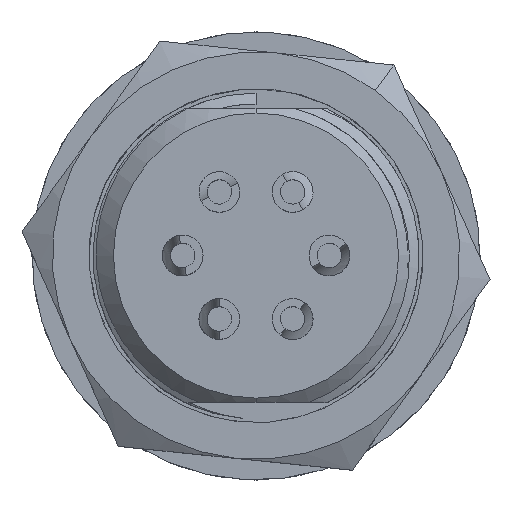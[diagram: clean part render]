
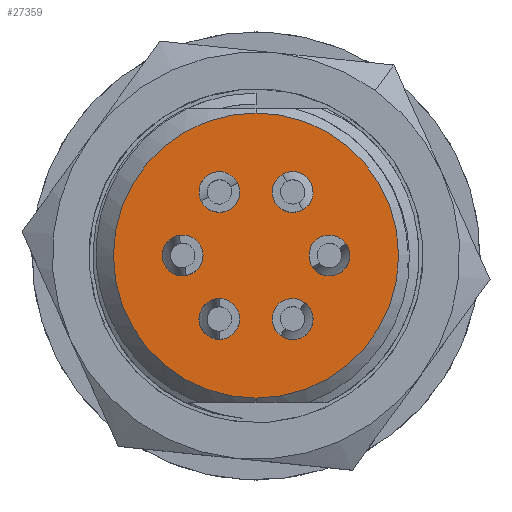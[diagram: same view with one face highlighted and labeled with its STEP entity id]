
A CAD part, top view. The second image highlights one B-rep face of the part: STEP entity #27359.
In plain terms, the highlighted planar face has unit normal (0, 0, 1).
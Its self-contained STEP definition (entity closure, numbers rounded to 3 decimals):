
#51 = ORIENTED_EDGE ( 'NONE', *, *, #21311, .F. ) ;
#259 = CARTESIAN_POINT ( 'NONE',  ( -1.351, 1.342, 0.6 ) ) ;
#605 = EDGE_LOOP ( 'NONE', ( #8513, #14585 ) ) ;
#657 = CIRCLE ( 'NONE', #18827, 0.5 ) ;
#892 = DIRECTION ( 'NONE',  ( 1., 0., 0. ) ) ;
#1190 = VERTEX_POINT ( 'NONE', #21146 ) ;
#1237 = CIRCLE ( 'NONE', #20913, 0.5 ) ;
#1252 = ORIENTED_EDGE ( 'NONE', *, *, #11747, .F. ) ;
#1268 = DIRECTION ( 'NONE',  ( 1., 0., 0. ) ) ;
#1627 = AXIS2_PLACEMENT_3D ( 'NONE', #14409, #29133, #1268 ) ;
#1774 = ORIENTED_EDGE ( 'NONE', *, *, #17450, .F. ) ;
#2156 = DIRECTION ( 'NONE',  ( 0., 0., 1. ) ) ;
#2240 = DIRECTION ( 'NONE',  ( 0., 1., 0. ) ) ;
#2408 = DIRECTION ( 'NONE',  ( 0., 0., 1. ) ) ;
#2542 = CIRCLE ( 'NONE', #9291, 0.5 ) ;
#2715 = EDGE_CURVE ( 'NONE', #20551, #13974, #14669, .T. ) ;
#3110 = DIRECTION ( 'NONE',  ( 1., 0., 0. ) ) ;
#3496 = DIRECTION ( 'NONE',  ( 0., 0., 1. ) ) ;
#4081 = EDGE_LOOP ( 'NONE', ( #9470, #21427 ) ) ;
#4359 = VERTEX_POINT ( 'NONE', #11492 ) ;
#4501 = CARTESIAN_POINT ( 'NONE',  ( -0.9, -2.059, 0.6 ) ) ;
#4602 = CARTESIAN_POINT ( 'NONE',  ( 0.9, 1.559, 0.6 ) ) ;
#4666 = EDGE_CURVE ( 'NONE', #19764, #9109, #22428, .T. ) ;
#5099 = AXIS2_PLACEMENT_3D ( 'NONE', #26841, #24092, #2240 ) ;
#5138 = CARTESIAN_POINT ( 'NONE',  ( 0., -3.5, 0.6 ) ) ;
#5214 = CIRCLE ( 'NONE', #8332, 0.5 ) ;
#5439 = VERTEX_POINT ( 'NONE', #13155 ) ;
#5572 = CIRCLE ( 'NONE', #21630, 0.5 ) ;
#5617 = CIRCLE ( 'NONE', #5099, 3.5 ) ;
#5903 = DIRECTION ( 'NONE',  ( 0., 0., 1. ) ) ;
#6060 = FACE_BOUND ( 'NONE', #12559, .T. ) ;
#6406 = AXIS2_PLACEMENT_3D ( 'NONE', #4602, #14829, #19388 ) ;
#6432 = CARTESIAN_POINT ( 'NONE',  ( 0.9, 1.559, 0.6 ) ) ;
#6461 = CIRCLE ( 'NONE', #13208, 0.5 ) ;
#6747 = DIRECTION ( 'NONE',  ( 0., 0., 1. ) ) ;
#6879 = DIRECTION ( 'NONE',  ( 1., 0., 0. ) ) ;
#7047 = CARTESIAN_POINT ( 'NONE',  ( 1.8, 0., 0.6 ) ) ;
#7139 = ORIENTED_EDGE ( 'NONE', *, *, #28136, .F. ) ;
#7672 = AXIS2_PLACEMENT_3D ( 'NONE', #15679, #13108, #892 ) ;
#7766 = CARTESIAN_POINT ( 'NONE',  ( -1.8, 0., 0.6 ) ) ;
#8332 = AXIS2_PLACEMENT_3D ( 'NONE', #7766, #2408, #24261 ) ;
#8369 = EDGE_CURVE ( 'NONE', #11953, #5439, #20248, .T. ) ;
#8513 = ORIENTED_EDGE ( 'NONE', *, *, #15944, .F. ) ;
#8741 = ORIENTED_EDGE ( 'NONE', *, *, #27116, .F. ) ;
#8993 = DIRECTION ( 'NONE',  ( 0., 1., 0. ) ) ;
#9109 = VERTEX_POINT ( 'NONE', #30692 ) ;
#9291 = AXIS2_PLACEMENT_3D ( 'NONE', #6432, #3496, #11467 ) ;
#9470 = ORIENTED_EDGE ( 'NONE', *, *, #16919, .T. ) ;
#10597 = CARTESIAN_POINT ( 'NONE',  ( 2.208, 0.289, 0.6 ) ) ;
#10641 = DIRECTION ( 'NONE',  ( 1., 0., 0. ) ) ;
#10813 = AXIS2_PLACEMENT_3D ( 'NONE', #18253, #5903, #8993 ) ;
#10848 = EDGE_LOOP ( 'NONE', ( #51, #1252 ) ) ;
#11467 = DIRECTION ( 'NONE',  ( 1., 0., 0. ) ) ;
#11492 = CARTESIAN_POINT ( 'NONE',  ( -1.711, -0.492, 0.6 ) ) ;
#11687 = DIRECTION ( 'NONE',  ( 1., 0., 0. ) ) ;
#11695 = VERTEX_POINT ( 'NONE', #4501 ) ;
#11747 = EDGE_CURVE ( 'NONE', #24982, #19611, #25398, .T. ) ;
#11897 = EDGE_CURVE ( 'NONE', #1190, #4359, #5214, .T. ) ;
#11953 = VERTEX_POINT ( 'NONE', #26848 ) ;
#12437 = DIRECTION ( 'NONE',  ( 1., 0., 0. ) ) ;
#12559 = EDGE_LOOP ( 'NONE', ( #13237, #31368 ) ) ;
#13108 = DIRECTION ( 'NONE',  ( 0., 0., 1. ) ) ;
#13155 = CARTESIAN_POINT ( 'NONE',  ( 0.598, -1.957, 0.6 ) ) ;
#13208 = AXIS2_PLACEMENT_3D ( 'NONE', #7047, #2156, #6879 ) ;
#13226 = PLANE ( 'NONE',  #10813 ) ;
#13237 = ORIENTED_EDGE ( 'NONE', *, *, #23473, .F. ) ;
#13374 = DIRECTION ( 'NONE',  ( 1., 0., 0. ) ) ;
#13935 = CARTESIAN_POINT ( 'NONE',  ( -0.9, -1.559, 0.6 ) ) ;
#13974 = VERTEX_POINT ( 'NONE', #5138 ) ;
#14297 = VERTEX_POINT ( 'NONE', #21650 ) ;
#14409 = CARTESIAN_POINT ( 'NONE',  ( 1.8, 0., 0.6 ) ) ;
#14447 = AXIS2_PLACEMENT_3D ( 'NONE', #25941, #26429, #26269 ) ;
#14585 = ORIENTED_EDGE ( 'NONE', *, *, #25017, .F. ) ;
#14669 = CIRCLE ( 'NONE', #26004, 3.5 ) ;
#14829 = DIRECTION ( 'NONE',  ( 0., 0., 1. ) ) ;
#15062 = AXIS2_PLACEMENT_3D ( 'NONE', #21133, #23233, #10641 ) ;
#15637 = EDGE_LOOP ( 'NONE', ( #7139, #31415 ) ) ;
#15679 = CARTESIAN_POINT ( 'NONE',  ( -0.9, 1.559, 0.6 ) ) ;
#15944 = EDGE_CURVE ( 'NONE', #11695, #14297, #5572, .T. ) ;
#16479 = CARTESIAN_POINT ( 'NONE',  ( 0., 0., 0.6 ) ) ;
#16639 = DIRECTION ( 'NONE',  ( 0., 1., 0. ) ) ;
#16919 = EDGE_CURVE ( 'NONE', #13974, #20551, #5617, .T. ) ;
#16972 = DIRECTION ( 'NONE',  ( 0., 0., 1. ) ) ;
#17450 = EDGE_CURVE ( 'NONE', #9109, #19764, #2542, .T. ) ;
#18253 = CARTESIAN_POINT ( 'NONE',  ( -3.63, -3.63, 0.6 ) ) ;
#18308 = EDGE_CURVE ( 'NONE', #26873, #23271, #1237, .T. ) ;
#18827 = AXIS2_PLACEMENT_3D ( 'NONE', #20026, #16972, #12437 ) ;
#19388 = DIRECTION ( 'NONE',  ( 1., 0., 0. ) ) ;
#19611 = VERTEX_POINT ( 'NONE', #10597 ) ;
#19764 = VERTEX_POINT ( 'NONE', #23664 ) ;
#20026 = CARTESIAN_POINT ( 'NONE',  ( 0.9, -1.559, 0.6 ) ) ;
#20248 = CIRCLE ( 'NONE', #15062, 0.5 ) ;
#20258 = ORIENTED_EDGE ( 'NONE', *, *, #8369, .F. ) ;
#20500 = FACE_BOUND ( 'NONE', #22260, .T. ) ;
#20551 = VERTEX_POINT ( 'NONE', #22571 ) ;
#20597 = CIRCLE ( 'NONE', #7672, 0.5 ) ;
#20648 = FACE_BOUND ( 'NONE', #10848, .T. ) ;
#20913 = AXIS2_PLACEMENT_3D ( 'NONE', #26120, #31153, #13374 ) ;
#20926 = CARTESIAN_POINT ( 'NONE',  ( 1.392, -0.289, 0.6 ) ) ;
#21133 = CARTESIAN_POINT ( 'NONE',  ( 0.9, -1.559, 0.6 ) ) ;
#21146 = CARTESIAN_POINT ( 'NONE',  ( -1.889, 0.492, 0.6 ) ) ;
#21311 = EDGE_CURVE ( 'NONE', #19611, #24982, #6461, .T. ) ;
#21427 = ORIENTED_EDGE ( 'NONE', *, *, #2715, .T. ) ;
#21553 = CIRCLE ( 'NONE', #25647, 0.5 ) ;
#21630 = AXIS2_PLACEMENT_3D ( 'NONE', #13935, #23631, #11687 ) ;
#21650 = CARTESIAN_POINT ( 'NONE',  ( -0.9, -1.059, 0.6 ) ) ;
#22260 = EDGE_LOOP ( 'NONE', ( #20258, #8741 ) ) ;
#22428 = CIRCLE ( 'NONE', #6406, 0.5 ) ;
#22571 = CARTESIAN_POINT ( 'NONE',  ( 0., 3.5, 0.6 ) ) ;
#22921 = FACE_BOUND ( 'NONE', #31873, .T. ) ;
#23034 = CARTESIAN_POINT ( 'NONE',  ( -0.9, -1.559, 0.6 ) ) ;
#23233 = DIRECTION ( 'NONE',  ( 0., 0., 1. ) ) ;
#23271 = VERTEX_POINT ( 'NONE', #259 ) ;
#23473 = EDGE_CURVE ( 'NONE', #23271, #26873, #20597, .T. ) ;
#23631 = DIRECTION ( 'NONE',  ( 0., 0., 1. ) ) ;
#23664 = CARTESIAN_POINT ( 'NONE',  ( 0.655, 1.994, 0.6 ) ) ;
#24092 = DIRECTION ( 'NONE',  ( 0., 0., 1. ) ) ;
#24261 = DIRECTION ( 'NONE',  ( 1., 0., 0. ) ) ;
#24486 = ORIENTED_EDGE ( 'NONE', *, *, #4666, .F. ) ;
#24982 = VERTEX_POINT ( 'NONE', #20926 ) ;
#25017 = EDGE_CURVE ( 'NONE', #14297, #11695, #21553, .T. ) ;
#25398 = CIRCLE ( 'NONE', #1627, 0.5 ) ;
#25647 = AXIS2_PLACEMENT_3D ( 'NONE', #23034, #28061, #3110 ) ;
#25941 = CARTESIAN_POINT ( 'NONE',  ( -1.8, 0., 0.6 ) ) ;
#26004 = AXIS2_PLACEMENT_3D ( 'NONE', #16479, #6747, #16639 ) ;
#26120 = CARTESIAN_POINT ( 'NONE',  ( -0.9, 1.559, 0.6 ) ) ;
#26269 = DIRECTION ( 'NONE',  ( 1., 0., 0. ) ) ;
#26429 = DIRECTION ( 'NONE',  ( 0., 0., 1. ) ) ;
#26841 = CARTESIAN_POINT ( 'NONE',  ( 0., 0., 0.6 ) ) ;
#26848 = CARTESIAN_POINT ( 'NONE',  ( 1.202, -1.161, 0.6 ) ) ;
#26873 = VERTEX_POINT ( 'NONE', #30911 ) ;
#27116 = EDGE_CURVE ( 'NONE', #5439, #11953, #657, .T. ) ;
#27359 = ADVANCED_FACE ( 'NONE', ( #28253, #27788, #20648, #6060, #22921, #20500, #30360 ), #13226, .T. ) ;
#27788 = FACE_BOUND ( 'NONE', #605, .T. ) ;
#28061 = DIRECTION ( 'NONE',  ( 0., 0., 1. ) ) ;
#28136 = EDGE_CURVE ( 'NONE', #4359, #1190, #30459, .T. ) ;
#28253 = FACE_OUTER_BOUND ( 'NONE', #4081, .T. ) ;
#29133 = DIRECTION ( 'NONE',  ( 0., 0., 1. ) ) ;
#30360 = FACE_BOUND ( 'NONE', #15637, .T. ) ;
#30459 = CIRCLE ( 'NONE', #14447, 0.5 ) ;
#30692 = CARTESIAN_POINT ( 'NONE',  ( 1.145, 1.123, 0.6 ) ) ;
#30911 = CARTESIAN_POINT ( 'NONE',  ( -0.449, 1.775, 0.6 ) ) ;
#31153 = DIRECTION ( 'NONE',  ( 0., 0., 1. ) ) ;
#31368 = ORIENTED_EDGE ( 'NONE', *, *, #18308, .F. ) ;
#31415 = ORIENTED_EDGE ( 'NONE', *, *, #11897, .F. ) ;
#31873 = EDGE_LOOP ( 'NONE', ( #24486, #1774 ) ) ;
